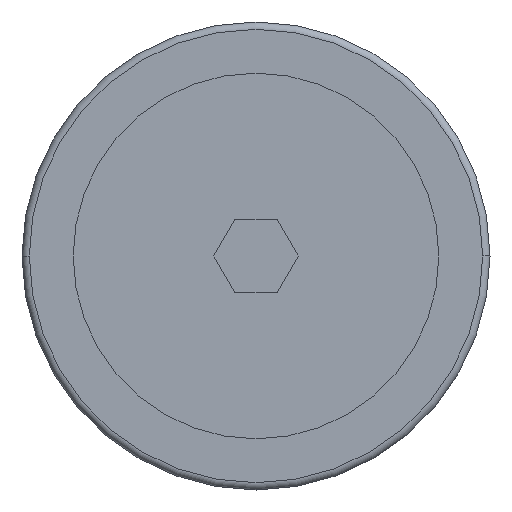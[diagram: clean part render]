
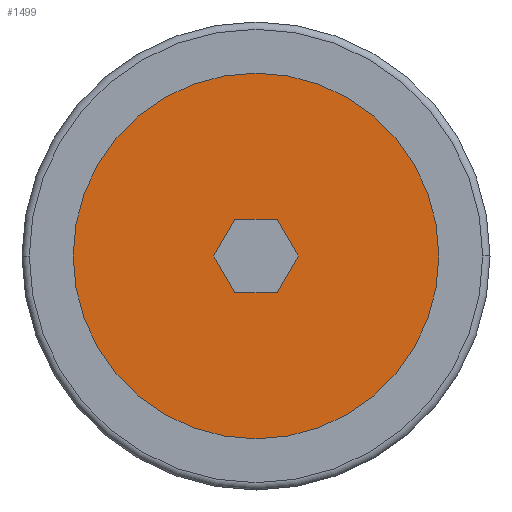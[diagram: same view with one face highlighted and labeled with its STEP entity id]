
A CAD part, left-side view. The second image highlights one B-rep face of the part: STEP entity #1499.
In plain terms, the highlighted planar face has unit normal (-1, 0, 0).
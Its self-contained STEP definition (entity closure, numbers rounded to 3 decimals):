
#47 = EDGE_LOOP ( 'NONE', ( #1493, #1491, #1522, #1521, #1503, #1506 ) ) ;
#53 = EDGE_CURVE ( 'NONE', #146, #145, #562, .T. ) ;
#143 = EDGE_CURVE ( 'NONE', #145, #146, #731, .T. ) ;
#145 = VERTEX_POINT ( 'NONE', #727 ) ;
#146 = VERTEX_POINT ( 'NONE', #722 ) ;
#555 = DIRECTION ( 'NONE',  ( 0., 1., 0. ) ) ;
#556 = DIRECTION ( 'NONE',  ( 1., 0., 0. ) ) ;
#557 = CARTESIAN_POINT ( 'NONE',  ( -53., 0., 0. ) ) ;
#558 = AXIS2_PLACEMENT_3D ( 'NONE', #557, #556, #555 ) ;
#562 = CIRCLE ( 'NONE', #558, 12.5 ) ;
#722 = CARTESIAN_POINT ( 'NONE',  ( -53., -12.5, 0. ) ) ;
#723 = DIRECTION ( 'NONE',  ( 0., 1., 0. ) ) ;
#724 = DIRECTION ( 'NONE',  ( 1., 0., 0. ) ) ;
#725 = CARTESIAN_POINT ( 'NONE',  ( -53., 0., 0. ) ) ;
#726 = AXIS2_PLACEMENT_3D ( 'NONE', #725, #724, #723 ) ;
#727 = CARTESIAN_POINT ( 'NONE',  ( -53., 12.5, 0. ) ) ;
#731 = CIRCLE ( 'NONE', #726, 12.5 ) ;
#1373 = DIRECTION ( 'NONE',  ( 0., -1., 0. ) ) ;
#1374 = DIRECTION ( 'NONE',  ( -1., 0., 0. ) ) ;
#1375 = CARTESIAN_POINT ( 'NONE',  ( -53., 12.5, 0. ) ) ;
#1376 = AXIS2_PLACEMENT_3D ( 'NONE', #1375, #1374, #1373 ) ;
#1377 = PLANE ( 'NONE',  #1376 ) ;
#1378 = FACE_OUTER_BOUND ( 'NONE', #1510, .T. ) ;
#1379 = FACE_BOUND ( 'NONE', #47, .T. ) ;
#1381 = CARTESIAN_POINT ( 'NONE',  ( -53., -1.443, -2.5 ) ) ;
#1382 = DIRECTION ( 'NONE',  ( 0., -0.5, 0.866 ) ) ;
#1383 = VECTOR ( 'NONE', #1382, 1000. ) ;
#1384 = CARTESIAN_POINT ( 'NONE',  ( -53., -1.443, -2.5 ) ) ;
#1385 = LINE ( 'NONE', #1384, #1383 ) ;
#1386 = CARTESIAN_POINT ( 'NONE',  ( -53., -2.887, 0. ) ) ;
#1387 = DIRECTION ( 'NONE',  ( 0., -1., 0. ) ) ;
#1388 = VECTOR ( 'NONE', #1387, 1000. ) ;
#1389 = CARTESIAN_POINT ( 'NONE',  ( -53., 1.443, -2.5 ) ) ;
#1390 = LINE ( 'NONE', #1389, #1388 ) ;
#1396 = CARTESIAN_POINT ( 'NONE',  ( -53., 1.443, 2.5 ) ) ;
#1418 = DIRECTION ( 'NONE',  ( 0., 1., 0. ) ) ;
#1419 = VECTOR ( 'NONE', #1418, 1000. ) ;
#1420 = CARTESIAN_POINT ( 'NONE',  ( -53., -1.443, 2.5 ) ) ;
#1421 = LINE ( 'NONE', #1420, #1419 ) ;
#1422 = DIRECTION ( 'NONE',  ( 0., 0.5, 0.866 ) ) ;
#1423 = VECTOR ( 'NONE', #1422, 1000. ) ;
#1424 = CARTESIAN_POINT ( 'NONE',  ( -53., -2.887, 0. ) ) ;
#1425 = LINE ( 'NONE', #1424, #1423 ) ;
#1432 = CARTESIAN_POINT ( 'NONE',  ( -53., -1.443, 2.5 ) ) ;
#1445 = DIRECTION ( 'NONE',  ( 0., -0.5, -0.866 ) ) ;
#1446 = VECTOR ( 'NONE', #1445, 1000. ) ;
#1447 = CARTESIAN_POINT ( 'NONE',  ( -53., 2.887, 0. ) ) ;
#1448 = LINE ( 'NONE', #1447, #1446 ) ;
#1449 = DIRECTION ( 'NONE',  ( 0., 0.5, -0.866 ) ) ;
#1450 = VECTOR ( 'NONE', #1449, 1000. ) ;
#1451 = CARTESIAN_POINT ( 'NONE',  ( -53., 1.443, 2.5 ) ) ;
#1452 = LINE ( 'NONE', #1451, #1450 ) ;
#1453 = CARTESIAN_POINT ( 'NONE',  ( -53., 2.887, 0. ) ) ;
#1454 = CARTESIAN_POINT ( 'NONE',  ( -53., 1.443, -2.5 ) ) ;
#1486 = VERTEX_POINT ( 'NONE', #1396 ) ;
#1490 = EDGE_CURVE ( 'NONE', #1523, #1495, #1390, .T. ) ;
#1491 = ORIENTED_EDGE ( 'NONE', *, *, #1490, .F. ) ;
#1492 = VERTEX_POINT ( 'NONE', #1386 ) ;
#1493 = ORIENTED_EDGE ( 'NONE', *, *, #1494, .F. ) ;
#1494 = EDGE_CURVE ( 'NONE', #1495, #1492, #1385, .T. ) ;
#1495 = VERTEX_POINT ( 'NONE', #1381 ) ;
#1499 = ADVANCED_FACE ( 'NONE', ( #1379, #1378 ), #1377, .T. ) ;
#1503 = ORIENTED_EDGE ( 'NONE', *, *, #1513, .F. ) ;
#1504 = VERTEX_POINT ( 'NONE', #1432 ) ;
#1506 = ORIENTED_EDGE ( 'NONE', *, *, #1512, .F. ) ;
#1508 = ORIENTED_EDGE ( 'NONE', *, *, #53, .F. ) ;
#1510 = EDGE_LOOP ( 'NONE', ( #1511, #1508 ) ) ;
#1511 = ORIENTED_EDGE ( 'NONE', *, *, #143, .F. ) ;
#1512 = EDGE_CURVE ( 'NONE', #1492, #1504, #1425, .T. ) ;
#1513 = EDGE_CURVE ( 'NONE', #1504, #1486, #1421, .T. ) ;
#1521 = ORIENTED_EDGE ( 'NONE', *, *, #1525, .F. ) ;
#1522 = ORIENTED_EDGE ( 'NONE', *, *, #1526, .F. ) ;
#1523 = VERTEX_POINT ( 'NONE', #1454 ) ;
#1524 = VERTEX_POINT ( 'NONE', #1453 ) ;
#1525 = EDGE_CURVE ( 'NONE', #1486, #1524, #1452, .T. ) ;
#1526 = EDGE_CURVE ( 'NONE', #1524, #1523, #1448, .T. ) ;
